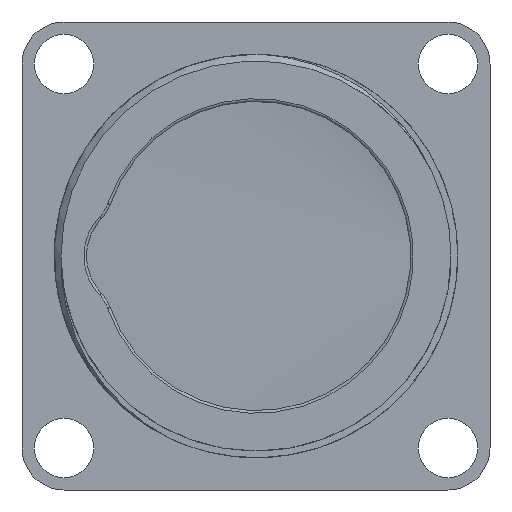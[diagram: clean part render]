
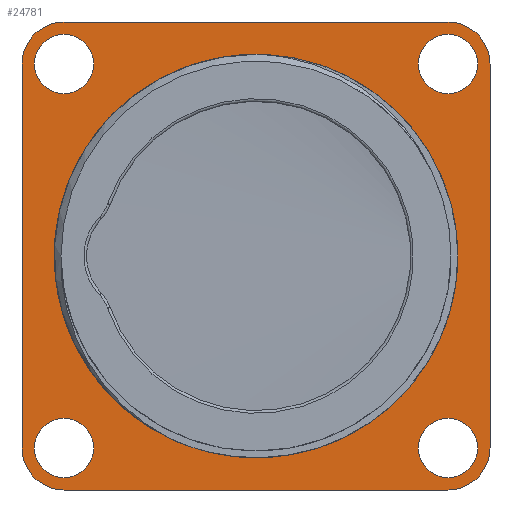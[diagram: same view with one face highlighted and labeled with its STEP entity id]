
A CAD part, left-side view. The second image highlights one B-rep face of the part: STEP entity #24781.
In plain terms, the highlighted planar face has unit normal (-1, 0, 0).
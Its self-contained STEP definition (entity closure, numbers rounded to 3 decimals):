
#635=FACE_BOUND('',#3960,.T.);
#636=FACE_BOUND('',#3961,.T.);
#637=FACE_BOUND('',#3962,.T.);
#638=FACE_BOUND('',#3963,.T.);
#639=FACE_BOUND('',#3964,.T.);
#835=PLANE('',#26322);
#1373=CIRCLE('',#26164,13.5);
#1374=CIRCLE('',#26165,13.5);
#1392=CIRCLE('',#26192,2.2);
#1393=CIRCLE('',#26193,2.2);
#1395=CIRCLE('',#26196,2.2);
#1396=CIRCLE('',#26197,2.2);
#1398=CIRCLE('',#26200,2.2);
#1399=CIRCLE('',#26201,2.2);
#1401=CIRCLE('',#26204,2.2);
#1402=CIRCLE('',#26205,2.2);
#1485=CIRCLE('',#26323,3.125);
#1486=CIRCLE('',#26324,3.125);
#1487=CIRCLE('',#26325,3.125);
#1488=CIRCLE('',#26326,3.125);
#2577=FACE_OUTER_BOUND('',#3959,.T.);
#3959=EDGE_LOOP('',(#15935,#15936,#15937,#15938,#15939,#15940,#15941,#15942));
#3960=EDGE_LOOP('',(#15943,#15944));
#3961=EDGE_LOOP('',(#15945,#15946));
#3962=EDGE_LOOP('',(#15947,#15948));
#3963=EDGE_LOOP('',(#15949,#15950));
#3964=EDGE_LOOP('',(#15951,#15952));
#6154=LINE('',#35269,#7839);
#6158=LINE('',#35278,#7843);
#6184=LINE('',#35652,#7869);
#6185=LINE('',#35659,#7870);
#7839=VECTOR('',#28627,10.);
#7843=VECTOR('',#28633,10.);
#7869=VECTOR('',#28921,10.);
#7870=VECTOR('',#28930,10.);
#9564=VERTEX_POINT('',#35086);
#9565=VERTEX_POINT('',#35088);
#9581=VERTEX_POINT('',#35266);
#9582=VERTEX_POINT('',#35268);
#9585=VERTEX_POINT('',#35275);
#9586=VERTEX_POINT('',#35277);
#9588=VERTEX_POINT('',#35283);
#9589=VERTEX_POINT('',#35284);
#9591=VERTEX_POINT('',#35291);
#9592=VERTEX_POINT('',#35292);
#9594=VERTEX_POINT('',#35299);
#9595=VERTEX_POINT('',#35300);
#9597=VERTEX_POINT('',#35307);
#9598=VERTEX_POINT('',#35308);
#9668=VERTEX_POINT('',#35648);
#9669=VERTEX_POINT('',#35650);
#9670=VERTEX_POINT('',#35656);
#9671=VERTEX_POINT('',#35658);
#11969=EDGE_CURVE('',#9564,#9565,#1373,.T.);
#11970=EDGE_CURVE('',#9565,#9564,#1374,.T.);
#11993=EDGE_CURVE('',#9581,#9582,#6154,.T.);
#11997=EDGE_CURVE('',#9585,#9586,#6158,.T.);
#12000=EDGE_CURVE('',#9588,#9589,#1392,.T.);
#12001=EDGE_CURVE('',#9589,#9588,#1393,.T.);
#12004=EDGE_CURVE('',#9591,#9592,#1395,.T.);
#12005=EDGE_CURVE('',#9592,#9591,#1396,.T.);
#12008=EDGE_CURVE('',#9594,#9595,#1398,.T.);
#12009=EDGE_CURVE('',#9595,#9594,#1399,.T.);
#12012=EDGE_CURVE('',#9597,#9598,#1401,.T.);
#12013=EDGE_CURVE('',#9598,#9597,#1402,.T.);
#12118=EDGE_CURVE('',#9669,#9668,#6184,.T.);
#12119=EDGE_CURVE('',#9585,#9668,#1485,.T.);
#12120=EDGE_CURVE('',#9669,#9582,#1486,.T.);
#12121=EDGE_CURVE('',#9581,#9670,#1487,.T.);
#12122=EDGE_CURVE('',#9671,#9670,#6185,.T.);
#12123=EDGE_CURVE('',#9671,#9586,#1488,.T.);
#15935=ORIENTED_EDGE('',*,*,#12119,.T.);
#15936=ORIENTED_EDGE('',*,*,#12118,.F.);
#15937=ORIENTED_EDGE('',*,*,#12120,.T.);
#15938=ORIENTED_EDGE('',*,*,#11993,.F.);
#15939=ORIENTED_EDGE('',*,*,#12121,.T.);
#15940=ORIENTED_EDGE('',*,*,#12122,.F.);
#15941=ORIENTED_EDGE('',*,*,#12123,.T.);
#15942=ORIENTED_EDGE('',*,*,#11997,.F.);
#15943=ORIENTED_EDGE('',*,*,#11970,.F.);
#15944=ORIENTED_EDGE('',*,*,#11969,.F.);
#15945=ORIENTED_EDGE('',*,*,#12000,.T.);
#15946=ORIENTED_EDGE('',*,*,#12001,.T.);
#15947=ORIENTED_EDGE('',*,*,#12004,.T.);
#15948=ORIENTED_EDGE('',*,*,#12005,.T.);
#15949=ORIENTED_EDGE('',*,*,#12008,.T.);
#15950=ORIENTED_EDGE('',*,*,#12009,.T.);
#15951=ORIENTED_EDGE('',*,*,#12012,.T.);
#15952=ORIENTED_EDGE('',*,*,#12013,.T.);
#24781=ADVANCED_FACE('',(#2577,#635,#636,#637,#638,#639),#835,.T.);
#26164=AXIS2_PLACEMENT_3D('',#35089,#28572,#28573);
#26165=AXIS2_PLACEMENT_3D('',#35090,#28574,#28575);
#26192=AXIS2_PLACEMENT_3D('',#35285,#28638,#28639);
#26193=AXIS2_PLACEMENT_3D('',#35286,#28640,#28641);
#26196=AXIS2_PLACEMENT_3D('',#35293,#28647,#28648);
#26197=AXIS2_PLACEMENT_3D('',#35294,#28649,#28650);
#26200=AXIS2_PLACEMENT_3D('',#35301,#28656,#28657);
#26201=AXIS2_PLACEMENT_3D('',#35302,#28658,#28659);
#26204=AXIS2_PLACEMENT_3D('',#35309,#28665,#28666);
#26205=AXIS2_PLACEMENT_3D('',#35310,#28667,#28668);
#26322=AXIS2_PLACEMENT_3D('',#35653,#28922,#28923);
#26323=AXIS2_PLACEMENT_3D('',#35654,#28924,#28925);
#26324=AXIS2_PLACEMENT_3D('',#35655,#28926,#28927);
#26325=AXIS2_PLACEMENT_3D('',#35657,#28928,#28929);
#26326=AXIS2_PLACEMENT_3D('',#35660,#28931,#28932);
#28572=DIRECTION('center_axis',(-1.,0.,0.));
#28573=DIRECTION('ref_axis',(0.,-1.,0.));
#28574=DIRECTION('center_axis',(-1.,0.,0.));
#28575=DIRECTION('ref_axis',(0.,-1.,0.));
#28627=DIRECTION('',(0.,0.,1.));
#28633=DIRECTION('',(0.,0.,-1.));
#28638=DIRECTION('center_axis',(1.,0.,0.));
#28639=DIRECTION('ref_axis',(0.,0.,1.));
#28640=DIRECTION('center_axis',(1.,0.,0.));
#28641=DIRECTION('ref_axis',(0.,0.,1.));
#28647=DIRECTION('center_axis',(1.,0.,0.));
#28648=DIRECTION('ref_axis',(0.,-1.,0.));
#28649=DIRECTION('center_axis',(1.,0.,0.));
#28650=DIRECTION('ref_axis',(0.,-1.,0.));
#28656=DIRECTION('center_axis',(1.,0.,0.));
#28657=DIRECTION('ref_axis',(0.,0.,-1.));
#28658=DIRECTION('center_axis',(1.,0.,0.));
#28659=DIRECTION('ref_axis',(0.,0.,-1.));
#28665=DIRECTION('center_axis',(1.,0.,0.));
#28666=DIRECTION('ref_axis',(0.,1.,0.));
#28667=DIRECTION('center_axis',(1.,0.,0.));
#28668=DIRECTION('ref_axis',(0.,1.,0.));
#28921=DIRECTION('',(0.,-1.,0.));
#28922=DIRECTION('center_axis',(-1.,0.,0.));
#28923=DIRECTION('ref_axis',(0.,0.,1.));
#28924=DIRECTION('center_axis',(-1.,0.,0.));
#28925=DIRECTION('ref_axis',(0.,1.,0.));
#28926=DIRECTION('center_axis',(-1.,0.,0.));
#28927=DIRECTION('ref_axis',(0.,0.,-1.));
#28928=DIRECTION('center_axis',(-1.,0.,0.));
#28929=DIRECTION('ref_axis',(0.,-1.,0.));
#28930=DIRECTION('',(0.,1.,0.));
#28931=DIRECTION('center_axis',(-1.,0.,0.));
#28932=DIRECTION('ref_axis',(0.,0.,1.));
#35086=CARTESIAN_POINT('',(38.,0.,13.5));
#35088=CARTESIAN_POINT('',(38.,13.5,0.));
#35089=CARTESIAN_POINT('Origin',(38.,0.,0.));
#35090=CARTESIAN_POINT('Origin',(38.,0.,0.));
#35266=CARTESIAN_POINT('',(38.,17.4,-14.275));
#35268=CARTESIAN_POINT('',(38.,17.4,14.275));
#35269=CARTESIAN_POINT('',(38.,17.4,8.7));
#35275=CARTESIAN_POINT('',(38.,-17.4,14.275));
#35277=CARTESIAN_POINT('',(38.,-17.4,-14.275));
#35278=CARTESIAN_POINT('',(38.,-17.4,-8.7));
#35283=CARTESIAN_POINT('',(38.,14.275,-12.075));
#35284=CARTESIAN_POINT('',(38.,14.275,-16.475));
#35285=CARTESIAN_POINT('Origin',(38.,14.275,-14.275));
#35286=CARTESIAN_POINT('Origin',(38.,14.275,-14.275));
#35291=CARTESIAN_POINT('',(38.,12.075,14.275));
#35292=CARTESIAN_POINT('',(38.,16.475,14.275));
#35293=CARTESIAN_POINT('Origin',(38.,14.275,14.275));
#35294=CARTESIAN_POINT('Origin',(38.,14.275,14.275));
#35299=CARTESIAN_POINT('',(38.,-14.275,12.075));
#35300=CARTESIAN_POINT('',(38.,-14.275,16.475));
#35301=CARTESIAN_POINT('Origin',(38.,-14.275,14.275));
#35302=CARTESIAN_POINT('Origin',(38.,-14.275,14.275));
#35307=CARTESIAN_POINT('',(38.,-12.075,-14.275));
#35308=CARTESIAN_POINT('',(38.,-16.475,-14.275));
#35309=CARTESIAN_POINT('Origin',(38.,-14.275,-14.275));
#35310=CARTESIAN_POINT('Origin',(38.,-14.275,-14.275));
#35648=CARTESIAN_POINT('',(38.,-14.275,17.4));
#35650=CARTESIAN_POINT('',(38.,14.275,17.4));
#35652=CARTESIAN_POINT('',(38.,-8.7,17.4));
#35653=CARTESIAN_POINT('Origin',(38.,17.4,0.));
#35654=CARTESIAN_POINT('Origin',(38.,-14.275,14.275));
#35655=CARTESIAN_POINT('Origin',(38.,14.275,14.275));
#35656=CARTESIAN_POINT('',(38.,14.275,-17.4));
#35657=CARTESIAN_POINT('Origin',(38.,14.275,-14.275));
#35658=CARTESIAN_POINT('',(38.,-14.275,-17.4));
#35659=CARTESIAN_POINT('',(38.,8.7,-17.4));
#35660=CARTESIAN_POINT('Origin',(38.,-14.275,-14.275));
